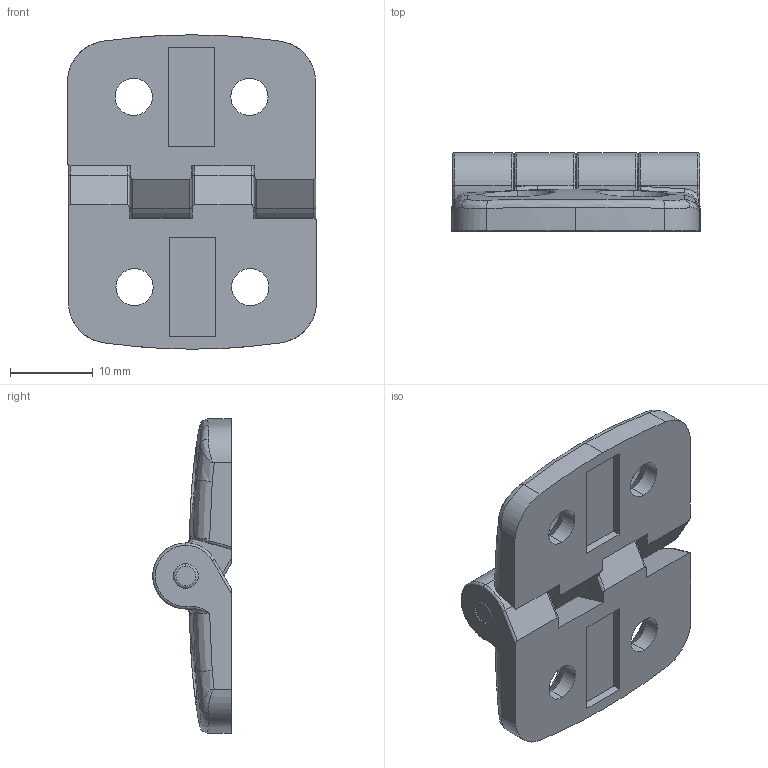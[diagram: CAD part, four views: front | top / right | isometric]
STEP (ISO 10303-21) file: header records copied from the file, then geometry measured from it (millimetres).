
FILE_DESCRIPTION (( 'STEP AP214' ), '1' );
FILE_NAME ('095e2020f.STEP', '2014-08-14T12:51:04', ( '' ), ( '' ), 'SwSTEP 2.0', 'SolidWorks 2014', '' );
FILE_SCHEMA (( 'AUTOMOTIVE_DESIGN' ));
Length unit declared in the file: millimetre
Products named in the file (3): 095e2020f; 095e20f_114072; achse_3-30
Assembly tree (3 placements, depth 2):
  095e2020f
    095e20f_114072  x2
    achse_3-30
Bounding box: 30.1 x 9.5 x 38 mm (x, y, z)
Volume: 4878.2 mm3; surface area: 4085.2 mm2
Topology: 3 solids, 3 shells, 172 faces, 440 edges, 270 vertices
Faces by surface type: cylinder 58, bspline 52, plane 40, torus 14, cone 8
Entity records: 3544 total; most frequent: CARTESIAN_POINT 1457, ORIENTED_EDGE 452, DIRECTION 358, EDGE_CURVE 226, AXIS2_PLACEMENT_3D 143, VERTEX_POINT 139, EDGE_LOOP 97, FACE_OUTER_BOUND 90
